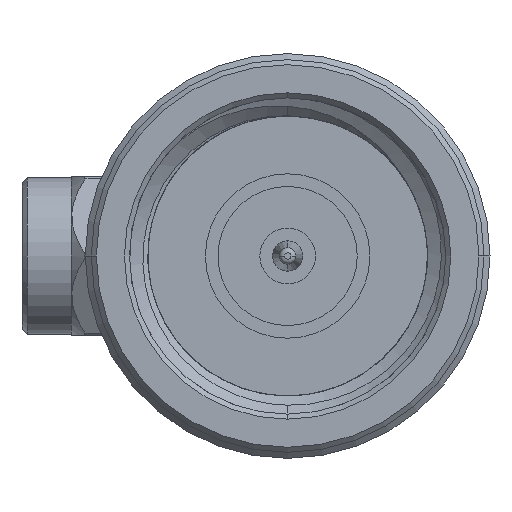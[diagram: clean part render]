
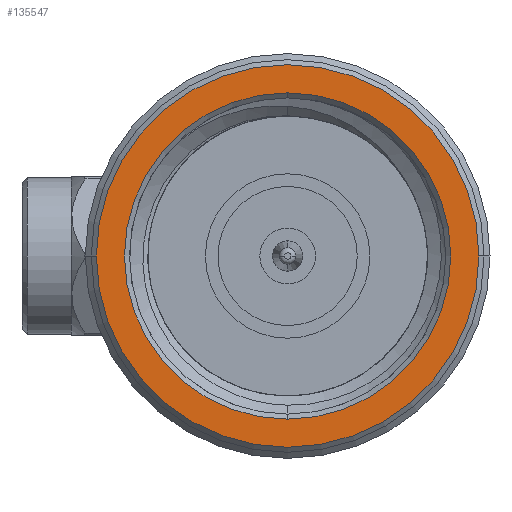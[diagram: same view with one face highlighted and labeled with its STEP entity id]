
A CAD part, front view. The second image highlights one B-rep face of the part: STEP entity #135547.
In plain terms, the highlighted face is planar.
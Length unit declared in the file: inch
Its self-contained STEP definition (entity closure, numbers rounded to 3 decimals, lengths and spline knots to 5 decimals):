
#1209 = DIRECTION ( 'NONE',  ( 0., -1., 0. ) ) ;
#7934 = VERTEX_POINT ( 'NONE', #139536 ) ;
#13498 = EDGE_LOOP ( 'NONE', ( #124161, #42685 ) ) ;
#14307 = CIRCLE ( 'NONE', #53096, 0.37809 ) ;
#19662 = DIRECTION ( 'NONE',  ( -1., 0., 0. ) ) ;
#24817 = EDGE_CURVE ( 'NONE', #103105, #7934, #36418, .T. ) ;
#29977 = AXIS2_PLACEMENT_3D ( 'NONE', #112987, #56022, #124394 ) ;
#35733 = EDGE_LOOP ( 'NONE', ( #69944, #64708 ) ) ;
#35851 = AXIS2_PLACEMENT_3D ( 'NONE', #68419, #37009, #90503 ) ;
#36418 = CIRCLE ( 'NONE', #63817, 0.37809 ) ;
#36856 = CARTESIAN_POINT ( 'NONE',  ( 0., 0., -0.3225 ) ) ;
#37009 = DIRECTION ( 'NONE',  ( 1., 0., 0. ) ) ;
#41753 = DIRECTION ( 'NONE',  ( 0., -1., 0. ) ) ;
#42685 = ORIENTED_EDGE ( 'NONE', *, *, #94208, .T. ) ;
#48973 = DIRECTION ( 'NONE',  ( -1., 0., 0. ) ) ;
#49681 = FACE_BOUND ( 'NONE', #13498, .T. ) ;
#53096 = AXIS2_PLACEMENT_3D ( 'NONE', #117354, #19662, #41753 ) ;
#56022 = DIRECTION ( 'NONE',  ( 1., 0., 0. ) ) ;
#58996 = DIRECTION ( 'NONE',  ( 0., -1., 0. ) ) ;
#63208 = CARTESIAN_POINT ( 'NONE',  ( 0., 0., 0.3225 ) ) ;
#63817 = AXIS2_PLACEMENT_3D ( 'NONE', #109652, #88255, #1209 ) ;
#64708 = ORIENTED_EDGE ( 'NONE', *, *, #24817, .T. ) ;
#68419 = CARTESIAN_POINT ( 'NONE',  ( 0., 0., 0. ) ) ;
#69944 = ORIENTED_EDGE ( 'NONE', *, *, #101089, .T. ) ;
#78454 = CARTESIAN_POINT ( 'NONE',  ( 0., -0.37809, 0. ) ) ;
#81788 = FACE_OUTER_BOUND ( 'NONE', #35733, .T. ) ;
#82497 = PLANE ( 'NONE',  #126774 ) ;
#82809 = EDGE_CURVE ( 'NONE', #140192, #117462, #95079, .T. ) ;
#88255 = DIRECTION ( 'NONE',  ( -1., 0., 0. ) ) ;
#90503 = DIRECTION ( 'NONE',  ( 0., -1., 0. ) ) ;
#94208 = EDGE_CURVE ( 'NONE', #117462, #140192, #105091, .T. ) ;
#95079 = CIRCLE ( 'NONE', #35851, 0.3225 ) ;
#101089 = EDGE_CURVE ( 'NONE', #7934, #103105, #14307, .T. ) ;
#103105 = VERTEX_POINT ( 'NONE', #78454 ) ;
#105091 = CIRCLE ( 'NONE', #29977, 0.3225 ) ;
#109652 = CARTESIAN_POINT ( 'NONE',  ( 0., 0., 0. ) ) ;
#112987 = CARTESIAN_POINT ( 'NONE',  ( 0., 0., 0. ) ) ;
#117354 = CARTESIAN_POINT ( 'NONE',  ( 0., 0., 0. ) ) ;
#117462 = VERTEX_POINT ( 'NONE', #36856 ) ;
#124161 = ORIENTED_EDGE ( 'NONE', *, *, #82809, .T. ) ;
#124394 = DIRECTION ( 'NONE',  ( 0., -1., 0. ) ) ;
#126774 = AXIS2_PLACEMENT_3D ( 'NONE', #133865, #48973, #58996 ) ;
#133865 = CARTESIAN_POINT ( 'NONE',  ( 0., 0.38809, 0. ) ) ;
#135547 = ADVANCED_FACE ( 'NONE', ( #49681, #81788 ), #82497, .T. ) ;
#139536 = CARTESIAN_POINT ( 'NONE',  ( 0., 0.37809, 0. ) ) ;
#140192 = VERTEX_POINT ( 'NONE', #63208 ) ;
